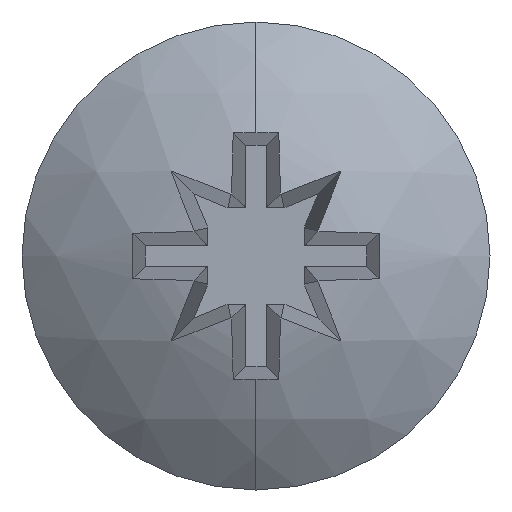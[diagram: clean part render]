
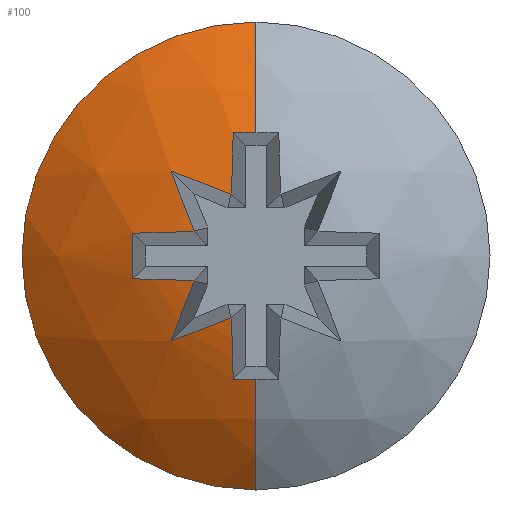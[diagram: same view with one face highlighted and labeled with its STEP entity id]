
A CAD part, left-side view. The second image highlights one B-rep face of the part: STEP entity #100.
In plain terms, the highlighted spherical face has radius 4.368 mm.
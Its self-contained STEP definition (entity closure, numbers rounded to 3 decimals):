
#100=ADVANCED_FACE('',(#302),#303,.T.);
#302=FACE_OUTER_BOUND('',#597,.T.);
#303=SPHERICAL_SURFACE('',#598,4.368);
#597=EDGE_LOOP('',(#1235,#1236,#1237,#1238,#1239,#1240,#1241,#1242,#1243,#1244,#1245,#1246,#1247,#1248,#1249,#1250,#1251,#1252,#1253));
#598=AXIS2_PLACEMENT_3D('',#1254,#1255,#1256);
#1235=ORIENTED_EDGE('',*,*,#2256,.F.);
#1236=ORIENTED_EDGE('',*,*,#2026,.F.);
#1237=ORIENTED_EDGE('',*,*,#2257,.F.);
#1238=ORIENTED_EDGE('',*,*,#2258,.F.);
#1239=ORIENTED_EDGE('',*,*,#2259,.T.);
#1240=ORIENTED_EDGE('',*,*,#2260,.T.);
#1241=ORIENTED_EDGE('',*,*,#2261,.T.);
#1242=ORIENTED_EDGE('',*,*,#2262,.T.);
#1243=ORIENTED_EDGE('',*,*,#2263,.T.);
#1244=ORIENTED_EDGE('',*,*,#2264,.T.);
#1245=ORIENTED_EDGE('',*,*,#2265,.T.);
#1246=ORIENTED_EDGE('',*,*,#2266,.T.);
#1247=ORIENTED_EDGE('',*,*,#2267,.T.);
#1248=ORIENTED_EDGE('',*,*,#2268,.T.);
#1249=ORIENTED_EDGE('',*,*,#2269,.T.);
#1250=ORIENTED_EDGE('',*,*,#2270,.T.);
#1251=ORIENTED_EDGE('',*,*,#2271,.T.);
#1252=ORIENTED_EDGE('',*,*,#2272,.T.);
#1253=ORIENTED_EDGE('',*,*,#2273,.T.);
#1254=CARTESIAN_POINT('',(1.968,0.0,0.0));
#1255=DIRECTION('',(0.0,0.0,1.0));
#1256=DIRECTION('',(1.0,0.0,0.0));
#2026=EDGE_CURVE('',#2425,#2428,#2429,.T.);
#2256=EDGE_CURVE('',#2428,#2834,#2835,.T.);
#2257=EDGE_CURVE('',#2836,#2425,#2837,.T.);
#2258=EDGE_CURVE('',#2838,#2836,#2839,.T.);
#2259=EDGE_CURVE('',#2838,#2840,#2841,.T.);
#2260=EDGE_CURVE('',#2840,#2842,#2843,.T.);
#2261=EDGE_CURVE('',#2842,#2844,#2845,.T.);
#2262=EDGE_CURVE('',#2844,#2846,#2847,.T.);
#2263=EDGE_CURVE('',#2846,#2848,#2849,.T.);
#2264=EDGE_CURVE('',#2848,#2850,#2851,.T.);
#2265=EDGE_CURVE('',#2850,#2852,#2853,.T.);
#2266=EDGE_CURVE('',#2852,#2854,#2855,.T.);
#2267=EDGE_CURVE('',#2854,#2856,#2857,.T.);
#2268=EDGE_CURVE('',#2856,#2858,#2859,.T.);
#2269=EDGE_CURVE('',#2858,#2860,#2861,.T.);
#2270=EDGE_CURVE('',#2860,#2862,#2863,.T.);
#2271=EDGE_CURVE('',#2862,#2864,#2865,.T.);
#2272=EDGE_CURVE('',#2864,#2866,#2867,.T.);
#2273=EDGE_CURVE('',#2866,#2834,#2868,.T.);
#2425=VERTEX_POINT('',#3081);
#2428=VERTEX_POINT('',#3085);
#2429=CIRCLE('',#3086,2.8);
#2834=VERTEX_POINT('',#4810);
#2835=CIRCLE('',#4811,4.368);
#2836=VERTEX_POINT('',#4812);
#2837=CIRCLE('',#4813,2.8);
#2838=VERTEX_POINT('',#4814);
#2839=CIRCLE('',#4815,4.368);
#2840=VERTEX_POINT('',#4816);
#2841=CIRCLE('',#4817,4.239);
#2842=VERTEX_POINT('',#4818);
#2843=CIRCLE('',#4819,4.366);
#2844=VERTEX_POINT('',#4820);
#2845=CIRCLE('',#4821,4.357);
#2846=VERTEX_POINT('',#4822);
#2847=CIRCLE('',#4823,4.366);
#2848=VERTEX_POINT('',#4824);
#2849=CIRCLE('',#4825,4.366);
#2850=VERTEX_POINT('',#4826);
#2851=CIRCLE('',#4827,4.357);
#2852=VERTEX_POINT('',#4828);
#2853=CIRCLE('',#4829,4.366);
#2854=VERTEX_POINT('',#4830);
#2855=CIRCLE('',#4831,4.239);
#2856=VERTEX_POINT('',#4832);
#2857=CIRCLE('',#4833,4.366);
#2858=VERTEX_POINT('',#4834);
#2859=CIRCLE('',#4835,4.357);
#2860=VERTEX_POINT('',#4836);
#2861=CIRCLE('',#4837,4.366);
#2862=VERTEX_POINT('',#4838);
#2863=CIRCLE('',#4839,4.366);
#2864=VERTEX_POINT('',#4840);
#2865=CIRCLE('',#4841,4.357);
#2866=VERTEX_POINT('',#4842);
#2867=CIRCLE('',#4843,4.366);
#2868=CIRCLE('',#4844,4.239);
#3081=CARTESIAN_POINT('',(-1.385,2.8,0.0));
#3085=CARTESIAN_POINT('',(-1.385,0.,2.8));
#3086=AXIS2_PLACEMENT_3D('',#5915,#5916,#5917);
#4810=CARTESIAN_POINT('',(-2.144,0.,1.473));
#4811=AXIS2_PLACEMENT_3D('',#6101,#6102,#6103);
#4812=CARTESIAN_POINT('',(-1.385,0.,-2.8));
#4813=AXIS2_PLACEMENT_3D('',#6104,#6105,#6106);
#4814=CARTESIAN_POINT('',(-2.144,0.,-1.473));
#4815=AXIS2_PLACEMENT_3D('',#6107,#6108,#6109);
#4816=CARTESIAN_POINT('',(-2.135,0.272,-1.472));
#4817=AXIS2_PLACEMENT_3D('',#6110,#6111,#6112);
#4818=CARTESIAN_POINT('',(-2.327,0.292,-0.742));
#4819=AXIS2_PLACEMENT_3D('',#6113,#6114,#6115);
#4820=CARTESIAN_POINT('',(-2.326,0.302,-0.742));
#4821=AXIS2_PLACEMENT_3D('',#6116,#6117,#6118);
#4822=CARTESIAN_POINT('',(-2.157,1.016,-1.016));
#4823=AXIS2_PLACEMENT_3D('',#6119,#6120,#6121);
#4824=CARTESIAN_POINT('',(-2.326,0.742,-0.302));
#4825=AXIS2_PLACEMENT_3D('',#6122,#6123,#6124);
#4826=CARTESIAN_POINT('',(-2.327,0.742,-0.292));
#4827=AXIS2_PLACEMENT_3D('',#6125,#6126,#6127);
#4828=CARTESIAN_POINT('',(-2.135,1.472,-0.272));
#4829=AXIS2_PLACEMENT_3D('',#6128,#6129,#6130);
#4830=CARTESIAN_POINT('',(-2.135,1.472,0.272));
#4831=AXIS2_PLACEMENT_3D('',#6131,#6132,#6133);
#4832=CARTESIAN_POINT('',(-2.327,0.742,0.292));
#4833=AXIS2_PLACEMENT_3D('',#6134,#6135,#6136);
#4834=CARTESIAN_POINT('',(-2.326,0.742,0.302));
#4835=AXIS2_PLACEMENT_3D('',#6137,#6138,#6139);
#4836=CARTESIAN_POINT('',(-2.157,1.016,1.016));
#4837=AXIS2_PLACEMENT_3D('',#6140,#6141,#6142);
#4838=CARTESIAN_POINT('',(-2.326,0.302,0.742));
#4839=AXIS2_PLACEMENT_3D('',#6143,#6144,#6145);
#4840=CARTESIAN_POINT('',(-2.327,0.292,0.742));
#4841=AXIS2_PLACEMENT_3D('',#6146,#6147,#6148);
#4842=CARTESIAN_POINT('',(-2.135,0.272,1.472));
#4843=AXIS2_PLACEMENT_3D('',#6149,#6150,#6151);
#4844=AXIS2_PLACEMENT_3D('',#6152,#6153,#6154);
#5915=CARTESIAN_POINT('',(-1.385,0.0,0.0));
#5916=DIRECTION('',(1.0,0.0,0.0));
#5917=DIRECTION('',(0.0,1.0,0.0));
#6101=CARTESIAN_POINT('',(1.968,0.0,0.0));
#6102=DIRECTION('',(0.,-1.0,0.0));
#6103=DIRECTION('',(0.0,0.0,1.0));
#6104=CARTESIAN_POINT('',(-1.385,0.0,0.0));
#6105=DIRECTION('',(1.0,0.0,0.0));
#6106=DIRECTION('',(0.0,1.0,0.0));
#6107=CARTESIAN_POINT('',(1.968,0.0,0.0));
#6108=DIRECTION('',(0.,-1.0,0.0));
#6109=DIRECTION('',(0.0,0.0,1.0));
#6110=CARTESIAN_POINT('',(2.073,0.0,-1.05));
#6111=DIRECTION('',(0.1,0.0,-0.995));
#6112=DIRECTION('',(0.0,-1.0,0.0));
#6113=CARTESIAN_POINT('',(1.954,-0.138,0.));
#6114=DIRECTION('',(0.1,0.995,0.));
#6115=DIRECTION('',(0.,0.,-1.0));
#6116=CARTESIAN_POINT('',(1.999,0.0,-0.308));
#6117=DIRECTION('',(0.1,0.0,-0.995));
#6118=DIRECTION('',(0.0,-1.0,0.0));
#6119=CARTESIAN_POINT('',(1.982,-0.053,-0.129));
#6120=DIRECTION('',(0.1,-0.377,-0.921));
#6121=DIRECTION('',(0.0,-0.925,0.379));
#6122=CARTESIAN_POINT('',(1.982,0.129,0.053));
#6123=DIRECTION('',(0.1,0.921,0.377));
#6124=DIRECTION('',(0.0,0.379,-0.925));
#6125=CARTESIAN_POINT('',(1.999,0.308,0.));
#6126=DIRECTION('',(0.1,0.995,0.));
#6127=DIRECTION('',(0.0,0.,-1.0));
#6128=CARTESIAN_POINT('',(1.954,0.,0.138));
#6129=DIRECTION('',(0.1,0.,-0.995));
#6130=DIRECTION('',(0.0,-1.0,0.));
#6131=CARTESIAN_POINT('',(2.073,1.05,0.));
#6132=DIRECTION('',(0.1,0.995,0.));
#6133=DIRECTION('',(0.,0.,-1.0));
#6134=CARTESIAN_POINT('',(1.954,0.,-0.138));
#6135=DIRECTION('',(0.1,0.,0.995));
#6136=DIRECTION('',(0.0,1.0,0.));
#6137=CARTESIAN_POINT('',(1.999,0.308,0.));
#6138=DIRECTION('',(0.1,0.995,0.));
#6139=DIRECTION('',(0.0,0.,-1.0));
#6140=CARTESIAN_POINT('',(1.982,0.129,-0.053));
#6141=DIRECTION('',(0.1,0.921,-0.377));
#6142=DIRECTION('',(0.0,-0.379,-0.925));
#6143=CARTESIAN_POINT('',(1.982,-0.053,0.129));
#6144=DIRECTION('',(0.1,-0.377,0.921));
#6145=DIRECTION('',(-0.0,0.925,0.379));
#6146=CARTESIAN_POINT('',(1.999,0.,0.308));
#6147=DIRECTION('',(0.1,0.,0.995));
#6148=DIRECTION('',(0.0,1.0,0.));
#6149=CARTESIAN_POINT('',(1.954,-0.138,0.));
#6150=DIRECTION('',(0.1,0.995,0.));
#6151=DIRECTION('',(0.,0.,-1.0));
#6152=CARTESIAN_POINT('',(2.073,0.0,1.05));
#6153=DIRECTION('',(0.1,-0.0,0.995));
#6154=DIRECTION('',(0.0,1.0,0.0));
